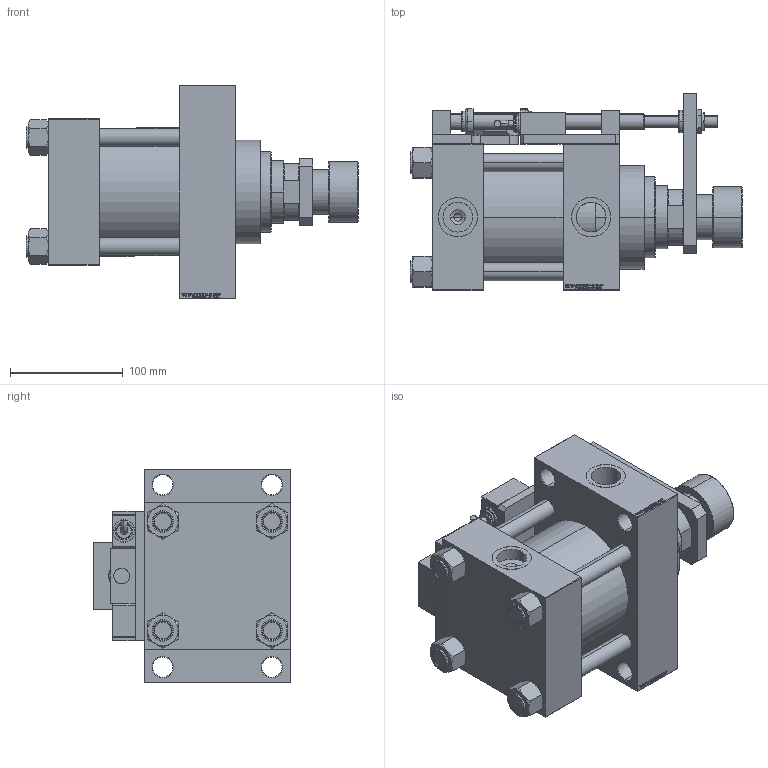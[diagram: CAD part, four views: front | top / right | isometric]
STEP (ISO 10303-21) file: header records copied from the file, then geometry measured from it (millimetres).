
FILE_DESCRIPTION (( 'STEP AP203' ), '1' );
FILE_NAME ('befc.STEP', '2022-04-16T22:30:34', ( '' ), ( '' ), 'SwSTEP 2.0', 'SolidWorks 2019', '' );
FILE_SCHEMA (( 'CONFIG_CONTROL_DESIGN' ));
Length unit declared in the file: millimetre
Products named in the file (17): V215CD_SWITCH_Q_TYC 896b51d478f175ed68ce7cb5283b9a4c; V215CD_SWITCH_Q_NUT10 896b51d478f175ed68ce7cb5283b9a4c; V215CD_SWITCH_Q_SWITCH 896b51d478f175ed68ce7cb5283b9a4c; V215CD_SWITCH_Q_PODLOZKA_FRONT 896b51d478f175ed68ce7cb5283b9a4c; V215CD_SWITCH_Q_DIMA 896b51d478f175ed68ce7cb5283b9a4c; V215CD_SWITCH_Q_ZARAZKA 896b51d478f175ed68ce7cb5283b9a4c; V215CR_ROD_END_F 896b51d478f175ed68ce7cb5283b9a4c; V215CD_VC_A 896b51d478f175ed68ce7cb5283b9a4c; V215CD_VCP_D 896b51d478f175ed68ce7cb5283b9a4c; V215CD_SWITCH_Q_NUT 896b51d478f175ed68ce7cb5283b9a4c; V215CD_NUT_M5_D 896b51d478f175ed68ce7cb5283b9a4c; V215CD_D_Body 896b51d478f175ed68ce7cb5283b9a4c; V215CD_SWITCH_Q_MAGNET 896b51d478f175ed68ce7cb5283b9a4c; V215CD_SWITCH_Q_PODLOZKA_BACK 896b51d478f175ed68ce7cb5283b9a4c; V215CD_D_TYCINKA 896b51d478f175ed68ce7cb5283b9a4c; befc; V215CD_SWITCH_Q_BLOK 896b51d478f175ed68ce7cb5283b9a4c
Assembly tree (25 placements, depth 2):
  befc
    V215CD_D_Body 896b51d478f175ed68ce7cb5283b9a4c
    V215CD_VC_A 896b51d478f175ed68ce7cb5283b9a4c
    V215CD_VCP_D 896b51d478f175ed68ce7cb5283b9a4c
    V215CD_D_TYCINKA 896b51d478f175ed68ce7cb5283b9a4c  x4
    V215CD_NUT_M5_D 896b51d478f175ed68ce7cb5283b9a4c  x4
    V215CR_ROD_END_F 896b51d478f175ed68ce7cb5283b9a4c
    V215CD_SWITCH_Q_BLOK 896b51d478f175ed68ce7cb5283b9a4c  x2
    V215CD_SWITCH_Q_DIMA 896b51d478f175ed68ce7cb5283b9a4c
    V215CD_SWITCH_Q_MAGNET 896b51d478f175ed68ce7cb5283b9a4c  x2
    V215CD_SWITCH_Q_NUT 896b51d478f175ed68ce7cb5283b9a4c
    V215CD_SWITCH_Q_NUT10 896b51d478f175ed68ce7cb5283b9a4c
    V215CD_SWITCH_Q_PODLOZKA_BACK 896b51d478f175ed68ce7cb5283b9a4c
    V215CD_SWITCH_Q_PODLOZKA_FRONT 896b51d478f175ed68ce7cb5283b9a4c
    V215CD_SWITCH_Q_SWITCH 896b51d478f175ed68ce7cb5283b9a4c  x2
    V215CD_SWITCH_Q_TYC 896b51d478f175ed68ce7cb5283b9a4c
    V215CD_SWITCH_Q_ZARAZKA 896b51d478f175ed68ce7cb5283b9a4c
Bounding box: 295 x 175 x 190 mm (x, y, z)
Volume: 3042584.5 mm3; surface area: 471244.4 mm2
Topology: 25 solids, 25 shells, 1401 faces, 3469 edges, 2250 vertices
Faces by surface type: plane 672, bspline 368, cylinder 164, cone 157, torus 40
Entity records: 54107 total; most frequent: CARTESIAN_POINT 26173, ORIENTED_EDGE 5878, DIRECTION 4200, EDGE_CURVE 2939, VERTEX_POINT 1924, LINE 1746, VECTOR 1746, EDGE_LOOP 1335
